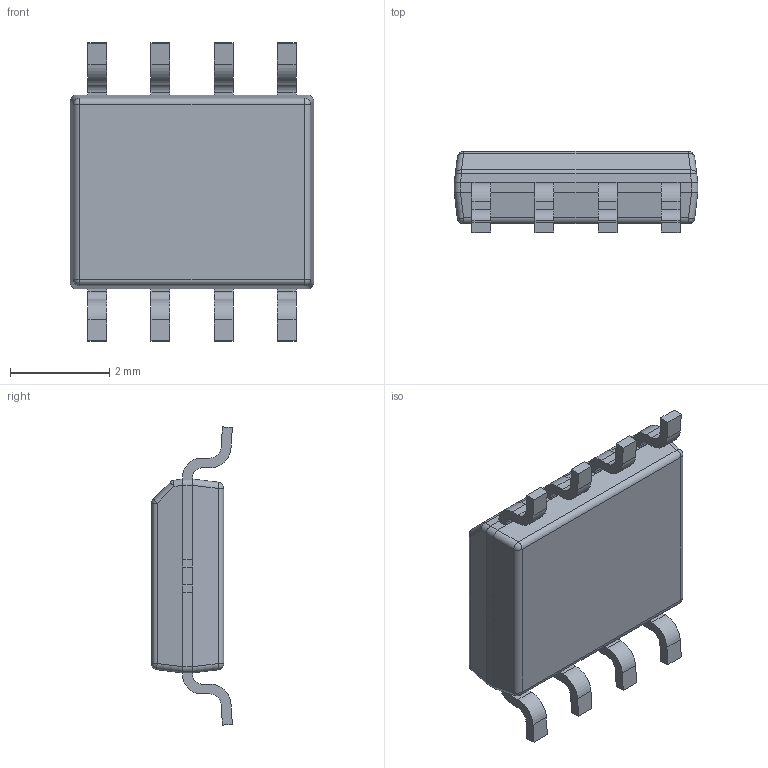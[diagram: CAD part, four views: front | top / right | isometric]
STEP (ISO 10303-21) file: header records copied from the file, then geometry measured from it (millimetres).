
FILE_DESCRIPTION((''),'2;1');
FILE_NAME('M08A_ASM','2011-02-02T',('CKXSSC'),(''),'PRO/ENGINEER BY PARAMETRIC TECHNOLOGY CORPORATION, 2009060','PRO/ENGINEER BY PARAMETRIC TECHNOLOGY CORPORATION, 2009060','');
FILE_SCHEMA(('AUTOMOTIVE_DESIGN_CC2 { 1 2 10303 214 -1 1 5 2 }'));
Length unit declared in the file: millimetre
Products named in the file (9): BODY_M08A_35; LEAD_M08A_57; MANIFOLD_SOLID_BREP_2784; MANIFOLD_SOLID_BREP_2935; MANIFOLD_SOLID_BREP_3086; MANIFOLD_SOLID_BREP_3237; TIEBAR_M08A_2_ASM; M08A_ASM_82_ASM; M08A_ASM
Assembly tree (15 placements, depth 4):
  M08A_ASM
    M08A_ASM_82_ASM
      BODY_M08A_35
      LEAD_M08A_57  x8
      TIEBAR_M08A_2_ASM
        MANIFOLD_SOLID_BREP_2784
        MANIFOLD_SOLID_BREP_2935
        MANIFOLD_SOLID_BREP_3086
        MANIFOLD_SOLID_BREP_3237
Bounding box: 4.9 x 1.62 x 6 mm (x, y, z)
Volume: 27.2 mm3; surface area: 75.9 mm2
Topology: 13 solids, 13 shells, 211 faces, 514 edges, 322 vertices
Faces by surface type: plane 144, cylinder 57, sphere 10
Entity records: 4290 total; most frequent: CARTESIAN_POINT 689, DIRECTION 574, ORIENTED_EDGE 508, PRESENTATION_STYLE_ASSIGNMENT 260, STYLED_ITEM 260, CURVE_STYLE 254, EDGE_CURVE 254, AXIS2_PLACEMENT_3D 193
